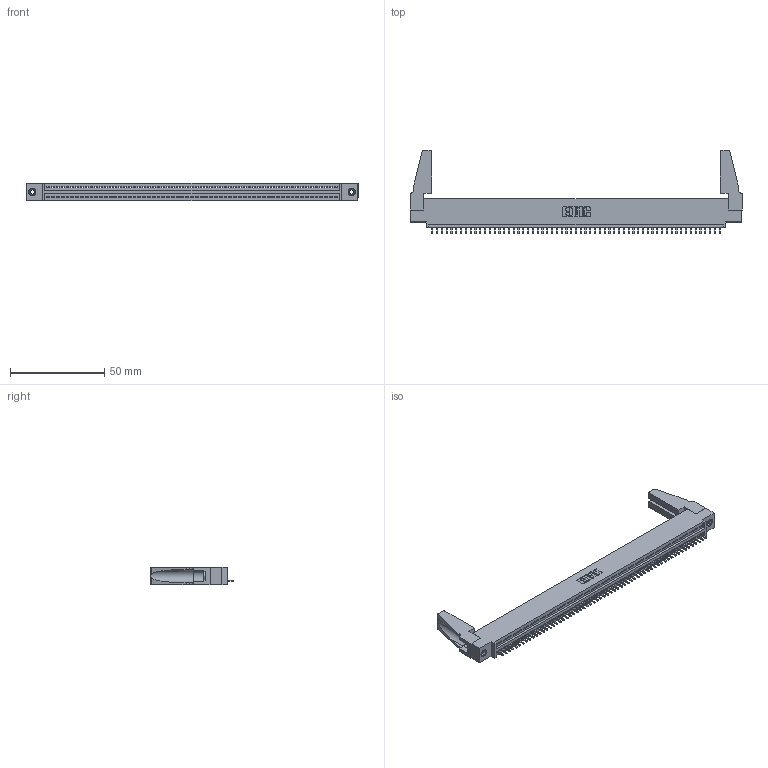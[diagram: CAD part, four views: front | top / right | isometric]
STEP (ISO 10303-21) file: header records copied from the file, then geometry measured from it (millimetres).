
FILE_DESCRIPTION (( 'STEP AP203' ), '1' );
FILE_NAME ('345-061-521-488.STEP', '2019-10-11T01:20:38', ( '' ), ( '' ), 'SwSTEP 2.0', 'SolidWorks 2016', '' );
FILE_SCHEMA (( 'CONFIG_CONTROL_DESIGN' ));
Length unit declared in the file: inch
Products named in the file (5): 345 Part_0.110 Offset - 0.156 Dia-TH; 345-220-078_345-220-088; 345-250-001_345-250-001-102; 345-061-521-488; 345-292-001_345-293-121
Assembly tree (66 placements, depth 2):
  345-061-521-488
    345 Part_0.110 Offset - 0.156 Dia-TH
    345-292-001_345-293-121  x61
    345-250-001_345-250-001-102  x2
    345-220-078_345-220-088  x2
Bounding box: 176.17 x 44.37 x 9.4 mm (x, y, z)
Volume: 19894.5 mm3; surface area: 24906.3 mm2
Topology: 66 solids, 66 shells, 3792 faces, 11403 edges, 7510 vertices
Faces by surface type: plane 2596, cylinder 1180, cone 12, torus 4
Entity records: 45650 total; most frequent: CARTESIAN_POINT 7897, ORIENTED_EDGE 7852, DIRECTION 6876, EDGE_CURVE 3926, VECTOR 3508, LINE 3508, VERTEX_POINT 2610, AXIS2_PLACEMENT_3D 1684
